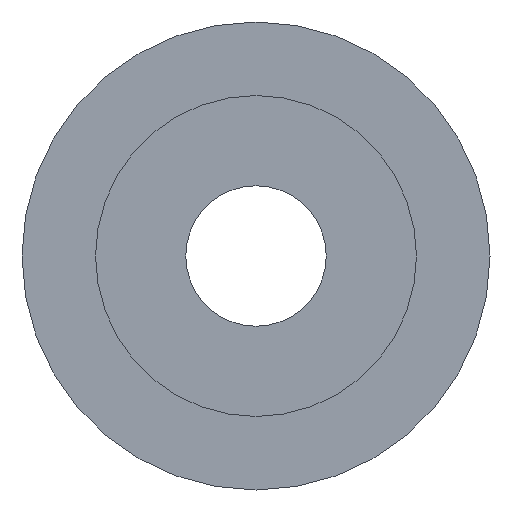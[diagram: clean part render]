
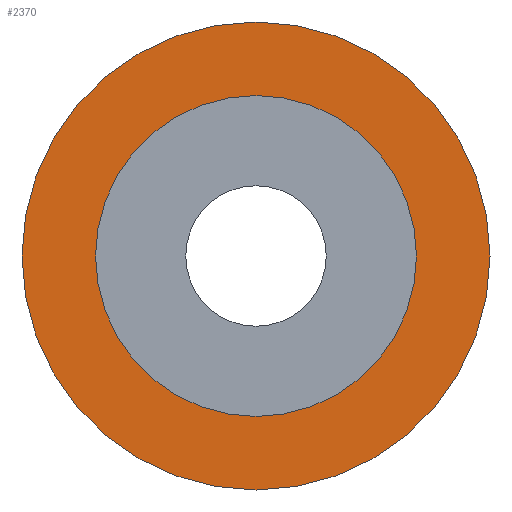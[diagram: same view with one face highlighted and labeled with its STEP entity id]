
A CAD part, left-side view. The second image highlights one B-rep face of the part: STEP entity #2370.
In plain terms, the highlighted planar face has unit normal (-1, 0, 0).
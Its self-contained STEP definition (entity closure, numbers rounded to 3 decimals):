
#1820=CARTESIAN_POINT('',(9.94,-13.138,
0.));
#1830=VERTEX_POINT('',#1820);
#1910=CARTESIAN_POINT('',(9.94,-16.638,
0.));
#1920=VERTEX_POINT('',#1910);
#1950=CARTESIAN_POINT('',(9.94,-14.888,
0.));
#1960=DIRECTION('',(-1.,0.,0.));
#1970=DIRECTION('',(0.,1.,0.));
#1980=AXIS2_PLACEMENT_3D('',#1950,#1960,#1970);
#1990=CIRCLE('',#1980,1.75);
#2000=EDGE_CURVE('',#1920,#1830,#1990,.T.);
#2120=CARTESIAN_POINT('',(9.94,-14.888,
0.));
#2130=DIRECTION('',(-1.,0.,0.));
#2140=DIRECTION('',(0.,1.,0.));
#2150=AXIS2_PLACEMENT_3D('',#2120,#2130,#2140);
#2160=PLANE('',#2150);
#2170=CARTESIAN_POINT('',(9.94,-14.888,
0.));
#2180=DIRECTION('',(1.,0.,0.));
#2190=DIRECTION('',(0.,-1.,0.));
#2200=AXIS2_PLACEMENT_3D('',#2170,#2180,#2190);
#2210=CIRCLE('',#2200,1.2);
#2220=CARTESIAN_POINT('',(9.94,-13.688,
0.));
#2230=VERTEX_POINT('',#2220);
#2240=CARTESIAN_POINT('',(9.94,-16.088,
0.));
#2250=VERTEX_POINT('',#2240);
#2260=EDGE_CURVE('',#2230,#2250,#2210,.T.);
#2270=ORIENTED_EDGE('',*,*,#2260,.T.);
#2280=EDGE_CURVE('',#2250,#2230,#2210,.T.);
#2290=ORIENTED_EDGE('',*,*,#2280,.T.);
#2300=EDGE_LOOP('',(#2290,#2270));
#2310=FACE_BOUND('',#2300,.T.);
#2320=EDGE_CURVE('',#1830,#1920,#1990,.T.);
#2330=ORIENTED_EDGE('',*,*,#2320,.T.);
#2340=ORIENTED_EDGE('',*,*,#2000,.T.);
#2350=EDGE_LOOP('',(#2340,#2330));
#2360=FACE_OUTER_BOUND('',#2350,.T.);
#2370=ADVANCED_FACE('',(#2310,#2360),#2160,.T.);
